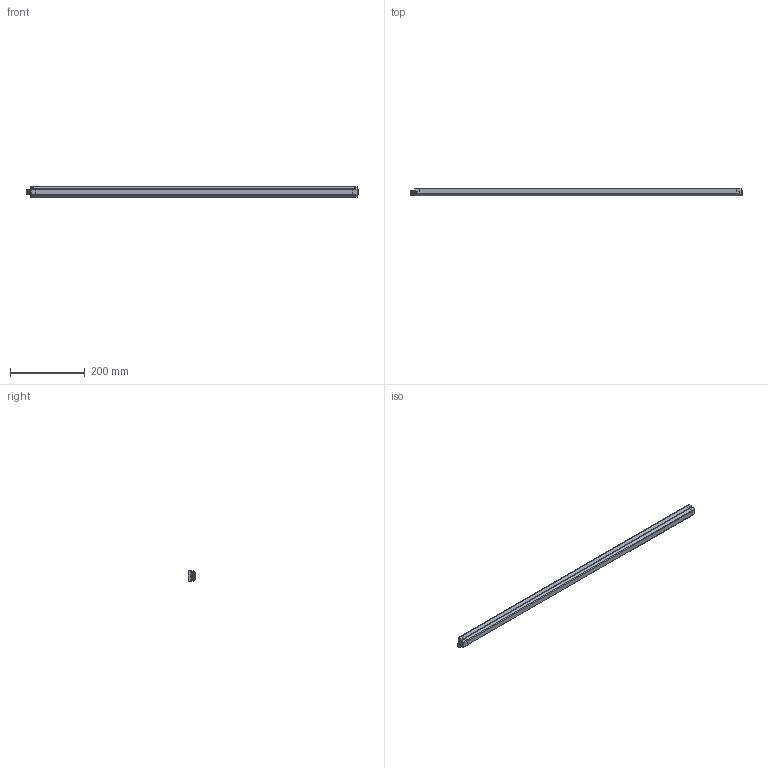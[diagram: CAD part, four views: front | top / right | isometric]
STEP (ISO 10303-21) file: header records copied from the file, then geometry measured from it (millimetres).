
FILE_DESCRIPTION((''),'2;1');
FILE_NAME('157905_SM01_ASM','2023-06-26T10:10:21',('banengservice'),('BANNER ENGINEERING'),'CREO PARAMETRIC BY PTC INC, 2022414','CREO PARAMETRIC BY PTC INC, 2022414','');
FILE_SCHEMA(('CONFIG_CONTROL_DESIGN'));
Length unit declared in the file: inch
Products named in the file (2): 157905_EP01; 157905_SM01_ASM
Assembly tree (1 placements, depth 2):
  157905_SM01_ASM
    157905_EP01
Bounding box: 890 x 21.01 x 28 mm (x, y, z)
Volume: 465327.7 mm3; surface area: 81528.3 mm2
Topology: 1 solids, 1 shells, 371 faces, 931 edges, 574 vertices
Faces by surface type: cylinder 148, plane 122, cone 53, torus 24, bspline 16, sphere 8
Entity records: 16493 total; most frequent: CARTESIAN_POINT 7560, DIRECTION 1904, ORIENTED_EDGE 1846, EDGE_CURVE 923, AXIS2_PLACEMENT_3D 720, VERTEX_POINT 574, VECTOR 464, LINE 464
